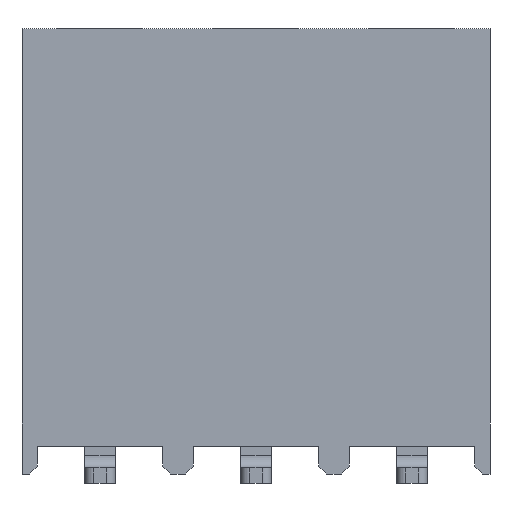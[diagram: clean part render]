
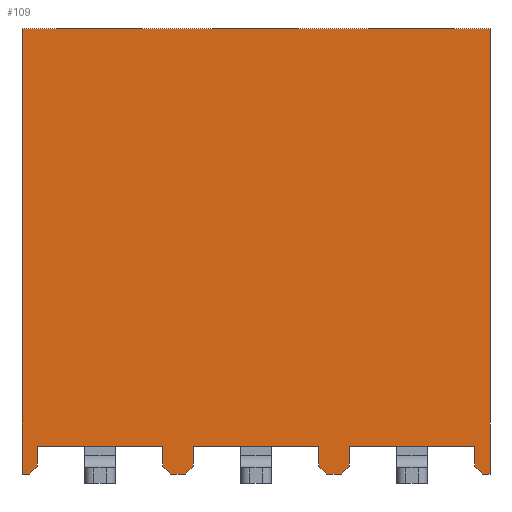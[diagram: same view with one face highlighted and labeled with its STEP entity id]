
A CAD part, front view. The second image highlights one B-rep face of the part: STEP entity #109.
In plain terms, the highlighted planar face has unit normal (0, -1, 0).
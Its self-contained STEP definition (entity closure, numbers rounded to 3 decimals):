
#109=ADVANCED_FACE('',(#427),#271,.T.);
#271=PLANE('',#3148);
#427=FACE_OUTER_BOUND('',#599,.T.);
#599=EDGE_LOOP('',(#834,#835,#836,#837,#838,#839,#840,#841,#842,#843,#844,
#845,#846,#847,#848,#849,#850,#851,#852,#853,#854,#855));
#834=ORIENTED_EDGE('',*,*,#1994,.F.);
#835=ORIENTED_EDGE('',*,*,#1995,.T.);
#836=ORIENTED_EDGE('',*,*,#1996,.F.);
#837=ORIENTED_EDGE('',*,*,#1927,.T.);
#838=ORIENTED_EDGE('',*,*,#1997,.T.);
#839=ORIENTED_EDGE('',*,*,#1998,.T.);
#840=ORIENTED_EDGE('',*,*,#1999,.F.);
#841=ORIENTED_EDGE('',*,*,#2000,.T.);
#842=ORIENTED_EDGE('',*,*,#2001,.F.);
#843=ORIENTED_EDGE('',*,*,#2002,.T.);
#844=ORIENTED_EDGE('',*,*,#2003,.T.);
#845=ORIENTED_EDGE('',*,*,#2004,.T.);
#846=ORIENTED_EDGE('',*,*,#2005,.F.);
#847=ORIENTED_EDGE('',*,*,#2006,.T.);
#848=ORIENTED_EDGE('',*,*,#1990,.T.);
#849=ORIENTED_EDGE('',*,*,#2007,.F.);
#850=ORIENTED_EDGE('',*,*,#2008,.F.);
#851=ORIENTED_EDGE('',*,*,#2009,.T.);
#852=ORIENTED_EDGE('',*,*,#2010,.F.);
#853=ORIENTED_EDGE('',*,*,#1963,.T.);
#854=ORIENTED_EDGE('',*,*,#2011,.T.);
#855=ORIENTED_EDGE('',*,*,#2012,.T.);
#1643=VERTEX_POINT('',#4170);
#1644=VERTEX_POINT('',#4172);
#1679=VERTEX_POINT('',#4243);
#1680=VERTEX_POINT('',#4245);
#1706=VERTEX_POINT('',#4299);
#1707=VERTEX_POINT('',#4300);
#1710=VERTEX_POINT('',#4308);
#1711=VERTEX_POINT('',#4309);
#1712=VERTEX_POINT('',#4311);
#1713=VERTEX_POINT('',#4314);
#1714=VERTEX_POINT('',#4316);
#1715=VERTEX_POINT('',#4318);
#1716=VERTEX_POINT('',#4320);
#1717=VERTEX_POINT('',#4322);
#1718=VERTEX_POINT('',#4324);
#1719=VERTEX_POINT('',#4326);
#1720=VERTEX_POINT('',#4328);
#1721=VERTEX_POINT('',#4330);
#1722=VERTEX_POINT('',#4333);
#1723=VERTEX_POINT('',#4335);
#1724=VERTEX_POINT('',#4337);
#1725=VERTEX_POINT('',#4340);
#1927=EDGE_CURVE('',#1644,#1643,#2365,.T.);
#1963=EDGE_CURVE('',#1680,#1679,#2401,.T.);
#1990=EDGE_CURVE('',#1706,#1707,#2428,.T.);
#1994=EDGE_CURVE('',#1710,#1711,#2432,.T.);
#1995=EDGE_CURVE('',#1710,#1712,#2433,.T.);
#1996=EDGE_CURVE('',#1644,#1712,#2434,.T.);
#1997=EDGE_CURVE('',#1643,#1713,#2435,.T.);
#1998=EDGE_CURVE('',#1713,#1714,#2436,.T.);
#1999=EDGE_CURVE('',#1715,#1714,#2437,.T.);
#2000=EDGE_CURVE('',#1715,#1716,#2438,.T.);
#2001=EDGE_CURVE('',#1717,#1716,#2439,.T.);
#2002=EDGE_CURVE('',#1717,#1718,#2440,.T.);
#2003=EDGE_CURVE('',#1718,#1719,#2441,.T.);
#2004=EDGE_CURVE('',#1719,#1720,#2442,.T.);
#2005=EDGE_CURVE('',#1721,#1720,#2443,.T.);
#2006=EDGE_CURVE('',#1721,#1706,#2444,.T.);
#2007=EDGE_CURVE('',#1722,#1707,#2445,.T.);
#2008=EDGE_CURVE('',#1723,#1722,#2446,.T.);
#2009=EDGE_CURVE('',#1723,#1724,#2447,.T.);
#2010=EDGE_CURVE('',#1680,#1724,#2448,.T.);
#2011=EDGE_CURVE('',#1679,#1725,#2449,.T.);
#2012=EDGE_CURVE('',#1725,#1711,#2450,.T.);
#2365=LINE('',#4171,#2755);
#2401=LINE('',#4244,#2791);
#2428=LINE('',#4298,#2818);
#2432=LINE('',#4307,#2822);
#2433=LINE('',#4310,#2823);
#2434=LINE('',#4312,#2824);
#2435=LINE('',#4313,#2825);
#2436=LINE('',#4315,#2826);
#2437=LINE('',#4317,#2827);
#2438=LINE('',#4319,#2828);
#2439=LINE('',#4321,#2829);
#2440=LINE('',#4323,#2830);
#2441=LINE('',#4325,#2831);
#2442=LINE('',#4327,#2832);
#2443=LINE('',#4329,#2833);
#2444=LINE('',#4331,#2834);
#2445=LINE('',#4332,#2835);
#2446=LINE('',#4334,#2836);
#2447=LINE('',#4336,#2837);
#2448=LINE('',#4338,#2838);
#2449=LINE('',#4339,#2839);
#2450=LINE('',#4341,#2840);
#2755=VECTOR('',#3358,1.);
#2791=VECTOR('',#3396,1.);
#2818=VECTOR('',#3425,1.);
#2822=VECTOR('',#3431,1.);
#2823=VECTOR('',#3432,1.);
#2824=VECTOR('',#3433,1.);
#2825=VECTOR('',#3434,1.);
#2826=VECTOR('',#3435,1.);
#2827=VECTOR('',#3436,1.);
#2828=VECTOR('',#3437,1.);
#2829=VECTOR('',#3438,1.);
#2830=VECTOR('',#3439,1.);
#2831=VECTOR('',#3440,1.);
#2832=VECTOR('',#3441,1.);
#2833=VECTOR('',#3442,1.);
#2834=VECTOR('',#3443,1.);
#2835=VECTOR('',#3444,1.);
#2836=VECTOR('',#3445,1.);
#2837=VECTOR('',#3446,1.);
#2838=VECTOR('',#3447,1.);
#2839=VECTOR('',#3448,1.);
#2840=VECTOR('',#3449,1.);
#3148=AXIS2_PLACEMENT_3D('',#4342,#3450,#3451);
#3358=DIRECTION('',(1.,0.,0.));
#3396=DIRECTION('',(1.,0.,0.));
#3425=DIRECTION('',(-1.,0.,0.));
#3431=DIRECTION('',(-1.,0.,0.));
#3432=DIRECTION('',(0.707,0.,0.707));
#3433=DIRECTION('',(0.,0.,-1.));
#3434=DIRECTION('',(0.,0.,-1.));
#3435=DIRECTION('',(0.707,0.,-0.707));
#3436=DIRECTION('',(-1.,0.,0.));
#3437=DIRECTION('',(0.707,0.,0.707));
#3438=DIRECTION('',(0.,0.,-1.));
#3439=DIRECTION('',(1.,0.,0.));
#3440=DIRECTION('',(0.,0.,-1.));
#3441=DIRECTION('',(0.707,0.,-0.707));
#3442=DIRECTION('',(-1.,0.,0.));
#3443=DIRECTION('',(0.,0.,1.));
#3444=DIRECTION('',(0.,0.,1.));
#3445=DIRECTION('',(-1.,0.,0.));
#3446=DIRECTION('',(0.707,0.,0.707));
#3447=DIRECTION('',(0.,0.,-1.));
#3448=DIRECTION('',(0.,0.,-1.));
#3449=DIRECTION('',(0.707,0.,-0.707));
#3450=DIRECTION('',(0.,-1.,0.));
#3451=DIRECTION('',(0.,0.,-1.));
#4170=CARTESIAN_POINT('',(4.83,0.,0.));
#4171=CARTESIAN_POINT('',(3.81,0.,0.));
#4172=CARTESIAN_POINT('',(2.79,0.,0.));
#4243=CARTESIAN_POINT('',(2.29,0.,0.));
#4244=CARTESIAN_POINT('',(3.81,0.,0.));
#4245=CARTESIAN_POINT('',(0.25,0.,0.));
#4298=CARTESIAN_POINT('',(3.81,0.,6.8));
#4299=CARTESIAN_POINT('',(7.62,0.,6.8));
#4300=CARTESIAN_POINT('',(0.,0.,6.8));
#4307=CARTESIAN_POINT('',(2.79,0.,-0.45));
#4308=CARTESIAN_POINT('',(2.66,0.,-0.45));
#4309=CARTESIAN_POINT('',(2.42,0.,-0.45));
#4310=CARTESIAN_POINT('',(3.46,0.,0.35));
#4311=CARTESIAN_POINT('',(2.79,0.,-0.32));
#4312=CARTESIAN_POINT('',(2.79,0.,-0.45));
#4313=CARTESIAN_POINT('',(4.83,0.,-0.45));
#4314=CARTESIAN_POINT('',(4.83,0.,-0.32));
#4315=CARTESIAN_POINT('',(4.16,0.,0.35));
#4316=CARTESIAN_POINT('',(4.96,0.,-0.45));
#4317=CARTESIAN_POINT('',(5.33,0.,-0.45));
#4318=CARTESIAN_POINT('',(5.2,0.,-0.45));
#4319=CARTESIAN_POINT('',(4.73,0.,-0.92));
#4320=CARTESIAN_POINT('',(5.33,0.,-0.32));
#4321=CARTESIAN_POINT('',(5.33,0.,-0.45));
#4322=CARTESIAN_POINT('',(5.33,0.,0.));
#4323=CARTESIAN_POINT('',(3.81,0.,0.));
#4324=CARTESIAN_POINT('',(7.37,0.,0.));
#4325=CARTESIAN_POINT('',(7.37,0.,-0.45));
#4326=CARTESIAN_POINT('',(7.37,0.,-0.32));
#4327=CARTESIAN_POINT('',(5.43,0.,1.62));
#4328=CARTESIAN_POINT('',(7.5,0.,-0.45));
#4329=CARTESIAN_POINT('',(7.62,0.,-0.45));
#4330=CARTESIAN_POINT('',(7.62,0.,-0.45));
#4331=CARTESIAN_POINT('',(7.62,0.,0.));
#4332=CARTESIAN_POINT('',(0.,0.,0.));
#4333=CARTESIAN_POINT('',(0.,0.,-0.45));
#4334=CARTESIAN_POINT('',(0.25,0.,-0.45));
#4335=CARTESIAN_POINT('',(0.12,0.,-0.45));
#4336=CARTESIAN_POINT('',(2.19,0.,1.62));
#4337=CARTESIAN_POINT('',(0.25,0.,-0.32));
#4338=CARTESIAN_POINT('',(0.25,0.,-0.45));
#4339=CARTESIAN_POINT('',(2.29,0.,-0.45));
#4340=CARTESIAN_POINT('',(2.29,0.,-0.32));
#4341=CARTESIAN_POINT('',(2.89,0.,-0.92));
#4342=CARTESIAN_POINT('',(3.81,0.,0.));
